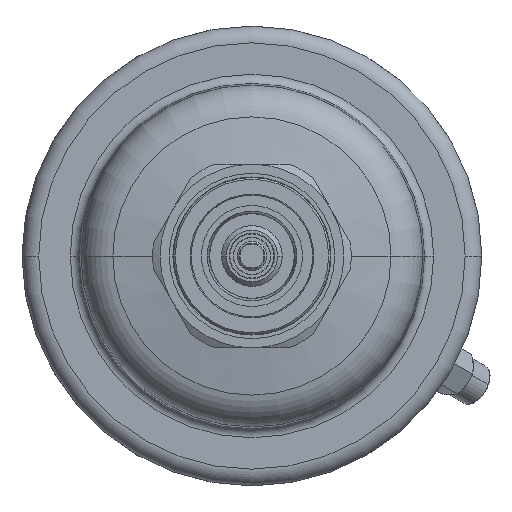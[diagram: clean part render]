
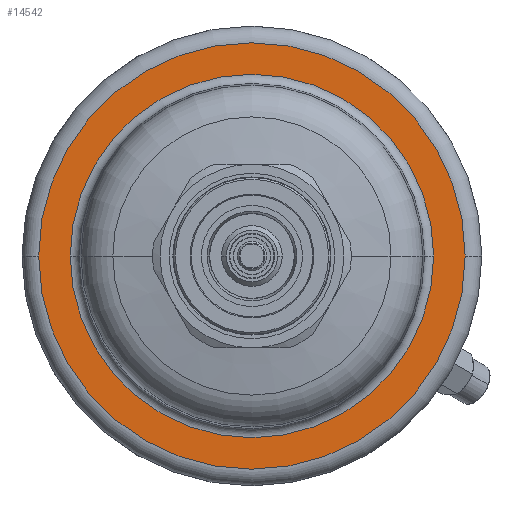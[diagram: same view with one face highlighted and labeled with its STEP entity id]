
A CAD part, left-side view. The second image highlights one B-rep face of the part: STEP entity #14542.
In plain terms, the highlighted planar face has unit normal (-1, 0, 0).
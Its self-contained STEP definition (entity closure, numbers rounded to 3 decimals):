
#9725=CARTESIAN_POINT('',(23.5,0.,0.));
#9726=DIRECTION('',(1.,0.,0.));
#9727=DIRECTION('',(0.,1.,0.));
#9728=AXIS2_PLACEMENT_3D('',#9725,#9726,#9727);
#9730=CARTESIAN_POINT('',(23.5,0.,0.));
#9731=DIRECTION('',(-1.,0.,0.));
#9732=DIRECTION('',(0.,1.,0.));
#9733=AXIS2_PLACEMENT_3D('',#9730,#9731,#9732);
#9745=CARTESIAN_POINT('',(23.5,0.,0.));
#9746=DIRECTION('',(-1.,0.,0.));
#9747=DIRECTION('',(0.,1.,0.));
#9748=AXIS2_PLACEMENT_3D('',#9745,#9746,#9747);
#9750=CARTESIAN_POINT('',(23.5,0.,0.));
#9751=DIRECTION('',(1.,0.,0.));
#9752=DIRECTION('',(0.,1.,0.));
#9753=AXIS2_PLACEMENT_3D('',#9750,#9751,#9752);
#13006=CARTESIAN_POINT('',(23.5,58.,0.));
#13008=VERTEX_POINT('',#13006);
#13009=CARTESIAN_POINT('',(23.5,49.431,0.));
#13011=VERTEX_POINT('',#13009);
#13038=CARTESIAN_POINT('',(23.5,-58.,0.));
#13040=VERTEX_POINT('',#13038);
#13041=CARTESIAN_POINT('',(23.5,-49.431,0.));
#13043=VERTEX_POINT('',#13041);
#14527=CARTESIAN_POINT('',(23.5,0.,0.));
#14528=DIRECTION('',(1.,0.,0.));
#14529=DIRECTION('',(0.,-1.,0.));
#14530=AXIS2_PLACEMENT_3D('',#14527,#14528,#14529);
#14531=PLANE('',#14530);
#14532=ORIENTED_EDGE('',*,*,#14509,.T.);
#14533=ORIENTED_EDGE('',*,*,#14520,.F.);
#14534=EDGE_LOOP('',(#14532,#14533));
#14535=FACE_OUTER_BOUND('',#14534,.F.);
#14537=ORIENTED_EDGE('',*,*,#14536,.T.);
#14539=ORIENTED_EDGE('',*,*,#14538,.F.);
#14540=EDGE_LOOP('',(#14537,#14539));
#14541=FACE_BOUND('',#14540,.F.);
#14542=ADVANCED_FACE('',(#14535,#14541),#14531,.F.);
#9729=CIRCLE('',#9728,58.);
#9734=CIRCLE('',#9733,58.);
#9749=CIRCLE('',#9748,49.431);
#9754=CIRCLE('',#9753,49.431);
#14509=EDGE_CURVE('',#13008,#13040,#9729,.T.);
#14520=EDGE_CURVE('',#13008,#13040,#9734,.T.);
#14536=EDGE_CURVE('',#13011,#13043,#9749,.T.);
#14538=EDGE_CURVE('',#13011,#13043,#9754,.T.);
